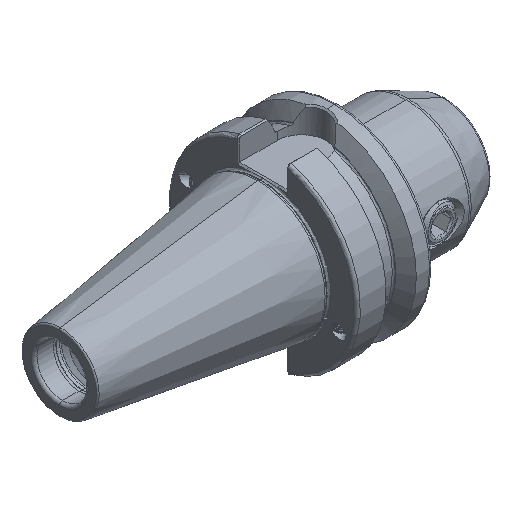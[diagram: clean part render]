
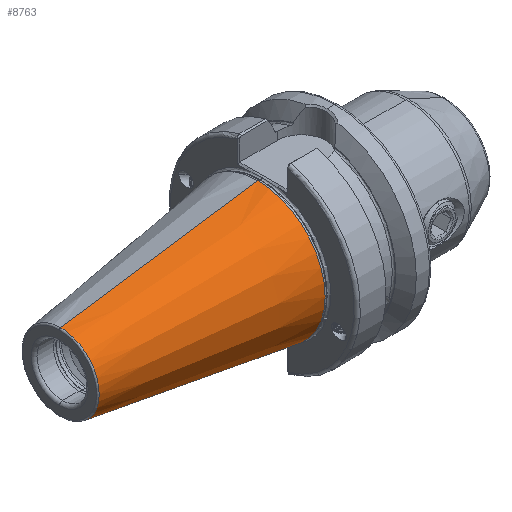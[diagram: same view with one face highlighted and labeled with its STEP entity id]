
A CAD part, isometric view. The second image highlights one B-rep face of the part: STEP entity #8763.
In plain terms, the highlighted conical face has half-angle 8.297 degrees and reference radius 22.298 mm.
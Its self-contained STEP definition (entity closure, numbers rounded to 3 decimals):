
#3715 = DIRECTION ( 'NONE',  ( 0., 0., -1. ) ) ;
#3725 = CARTESIAN_POINT ( 'NONE',  ( -1.5, 0., 0. ) ) ;
#3732 = DIRECTION ( 'NONE',  ( 1., 0., 0. ) ) ;
#7915 = EDGE_CURVE ( 'NONE', #19706, #19699, #21028, .T. ) ;
#7948 = EDGE_CURVE ( 'NONE', #19693, #19698, #19875, .T. ) ;
#8226 = AXIS2_PLACEMENT_3D ( 'NONE', #12382, #12391, #12343 ) ;
#8236 = AXIS2_PLACEMENT_3D ( 'NONE', #11933, #11941, #11942 ) ;
#8763 = ADVANCED_FACE ( 'NONE', ( #20535 ), #20462, .T. ) ;
#8843 = VECTOR ( 'NONE', #14087, 1000. ) ;
#8853 = LINE ( 'NONE', #14034, #8843 ) ;
#8996 = VECTOR ( 'NONE', #11033, 1000. ) ;
#9031 = LINE ( 'NONE', #11024, #8996 ) ;
#11024 = CARTESIAN_POINT ( 'NONE',  ( -1.5, 0., -22.298 ) ) ;
#11033 = DIRECTION ( 'NONE',  ( 0.99, 0., -0.144 ) ) ;
#11933 = CARTESIAN_POINT ( 'NONE',  ( -66.972, 0., 0. ) ) ;
#11941 = DIRECTION ( 'NONE',  ( 1., 0., 0. ) ) ;
#11942 = DIRECTION ( 'NONE',  ( 0., 0., -1. ) ) ;
#12343 = DIRECTION ( 'NONE',  ( 0., 0., -1. ) ) ;
#12382 = CARTESIAN_POINT ( 'NONE',  ( -1.5, 0., 0. ) ) ;
#12391 = DIRECTION ( 'NONE',  ( 1., 0., 0. ) ) ;
#13590 = EDGE_CURVE ( 'NONE', #19699, #19698, #9031, .T. ) ;
#13800 = EDGE_CURVE ( 'NONE', #19706, #19693, #8853, .T. ) ;
#14034 = CARTESIAN_POINT ( 'NONE',  ( -1.5, 0., 22.298 ) ) ;
#14087 = DIRECTION ( 'NONE',  ( 0.99, 0., 0.144 ) ) ;
#14126 = CARTESIAN_POINT ( 'NONE',  ( -1.5, 0., 22.298 ) ) ;
#14127 = CARTESIAN_POINT ( 'NONE',  ( -66.972, 0., -12.75 ) ) ;
#14161 = CARTESIAN_POINT ( 'NONE',  ( -66.972, 0., 12.75 ) ) ;
#14168 = CARTESIAN_POINT ( 'NONE',  ( -1.5, 0., -22.298 ) ) ;
#14596 = AXIS2_PLACEMENT_3D ( 'NONE', #3725, #3732, #3715 ) ;
#19647 = EDGE_LOOP ( 'NONE', ( #20802, #20919, #20854, #20875 ) ) ;
#19693 = VERTEX_POINT ( 'NONE', #14126 ) ;
#19698 = VERTEX_POINT ( 'NONE', #14168 ) ;
#19699 = VERTEX_POINT ( 'NONE', #14127 ) ;
#19706 = VERTEX_POINT ( 'NONE', #14161 ) ;
#19875 = CIRCLE ( 'NONE', #8226, 22.298 ) ;
#20462 = CONICAL_SURFACE ( 'NONE', #14596, 22.298, 0.145 ) ;
#20535 = FACE_OUTER_BOUND ( 'NONE', #19647, .T. ) ;
#20802 = ORIENTED_EDGE ( 'NONE', *, *, #13800, .F. ) ;
#20854 = ORIENTED_EDGE ( 'NONE', *, *, #13590, .T. ) ;
#20875 = ORIENTED_EDGE ( 'NONE', *, *, #7948, .F. ) ;
#20919 = ORIENTED_EDGE ( 'NONE', *, *, #7915, .T. ) ;
#21028 = CIRCLE ( 'NONE', #8236, 12.75 ) ;
